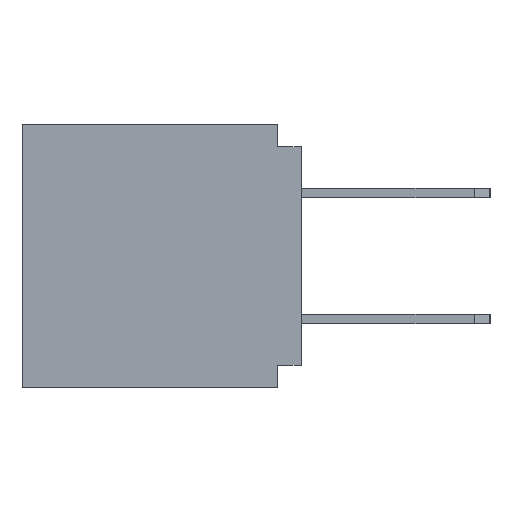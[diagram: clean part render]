
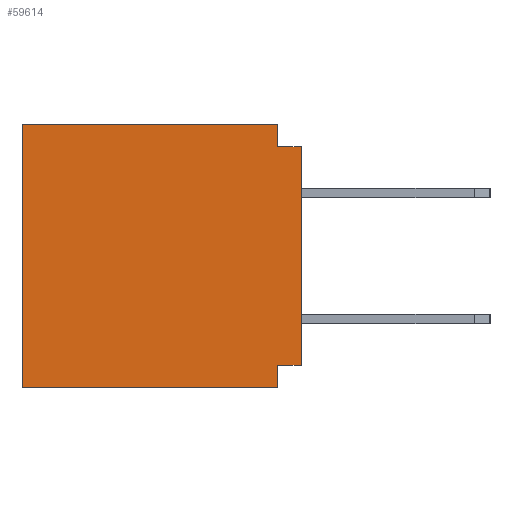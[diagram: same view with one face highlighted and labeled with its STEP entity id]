
A CAD part, left-side view. The second image highlights one B-rep face of the part: STEP entity #59614.
In plain terms, the highlighted planar face has unit normal (-1, 0, 0).
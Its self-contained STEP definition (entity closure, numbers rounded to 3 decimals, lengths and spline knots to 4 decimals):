
#9=DIRECTION('',(0.,-1.,0.));
#10=VECTOR('',#9,4.06);
#11=CARTESIAN_POINT('',(-20.095,2.22,-2.095));
#12=LINE('',#11,#10);
#1913=DIRECTION('',(0.,0.,1.));
#1914=VECTOR('',#1913,3.48);
#1915=CARTESIAN_POINT('',(-20.095,-2.22,-1.74));
#1916=LINE('',#1915,#1914);
#17337=DIRECTION('',(0.,-1.,0.));
#17338=VECTOR('',#17337,4.06);
#17339=CARTESIAN_POINT('',(-20.095,2.22,2.095));
#17340=LINE('',#17339,#17338);
#17349=DIRECTION('',(0.,1.,0.));
#17350=VECTOR('',#17349,0.38);
#17351=CARTESIAN_POINT('',(-20.095,-2.22,1.74));
#17352=LINE('',#17351,#17350);
#17353=DIRECTION('',(0.,1.,0.));
#17354=VECTOR('',#17353,0.38);
#17355=CARTESIAN_POINT('',(-20.095,-2.22,-1.74));
#17356=LINE('',#17355,#17354);
#17357=DIRECTION('',(0.,0.,1.));
#17358=VECTOR('',#17357,0.355);
#17359=CARTESIAN_POINT('',(-20.095,-1.84,-2.095));
#17360=LINE('',#17359,#17358);
#17361=DIRECTION('',(0.,0.,1.));
#17362=VECTOR('',#17361,4.19);
#17363=CARTESIAN_POINT('',(-20.095,2.22,-2.095));
#17364=LINE('',#17363,#17362);
#17365=DIRECTION('',(0.,0.,-1.));
#17366=VECTOR('',#17365,0.355);
#17367=CARTESIAN_POINT('',(-20.095,-1.84,2.095));
#17368=LINE('',#17367,#17366);
#26038=CARTESIAN_POINT('',(-20.095,2.22,-2.095));
#26040=VERTEX_POINT('',#26038);
#26042=CARTESIAN_POINT('',(-20.095,2.22,2.095));
#26044=VERTEX_POINT('',#26042);
#26141=CARTESIAN_POINT('',(-20.095,-2.22,1.74));
#26142=CARTESIAN_POINT('',(-20.095,-1.84,1.74));
#26143=VERTEX_POINT('',#26141);
#26144=VERTEX_POINT('',#26142);
#26145=CARTESIAN_POINT('',(-20.095,-1.84,2.095));
#26146=VERTEX_POINT('',#26145);
#26147=CARTESIAN_POINT('',(-20.095,-1.84,-2.095));
#26148=CARTESIAN_POINT('',(-20.095,-1.84,-1.74));
#26149=VERTEX_POINT('',#26147);
#26150=VERTEX_POINT('',#26148);
#26151=CARTESIAN_POINT('',(-20.095,-2.22,-1.74));
#26152=VERTEX_POINT('',#26151);
#59599=CARTESIAN_POINT('',(-20.095,2.22,-2.095));
#59600=DIRECTION('',(-1.,0.,0.));
#59601=DIRECTION('',(0.,-1.,0.));
#59602=AXIS2_PLACEMENT_3D('',#59599,#59600,#59601);
#59603=PLANE('',#59602);
#59604=ORIENTED_EDGE('',*,*,#35573,.F.);
#59605=ORIENTED_EDGE('',*,*,#36073,.F.);
#59606=ORIENTED_EDGE('',*,*,#36562,.T.);
#59607=ORIENTED_EDGE('',*,*,#34341,.F.);
#59608=ORIENTED_EDGE('',*,*,#34300,.F.);
#59609=ORIENTED_EDGE('',*,*,#36640,.T.);
#59610=ORIENTED_EDGE('',*,*,#59592,.T.);
#59611=ORIENTED_EDGE('',*,*,#34318,.T.);
#59612=EDGE_LOOP('',(#59604,#59605,#59606,#59607,#59608,#59609,#59610,#59611));
#59613=FACE_OUTER_BOUND('',#59612,.F.);
#59614=ADVANCED_FACE('',(#59613),#59603,.T.);
#34300=EDGE_CURVE('',#26040,#26149,#12,.T.);
#34318=EDGE_CURVE('',#26146,#26144,#17368,.T.);
#34341=EDGE_CURVE('',#26149,#26150,#17360,.T.);
#35573=EDGE_CURVE('',#26143,#26144,#17352,.T.);
#36073=EDGE_CURVE('',#26152,#26143,#1916,.T.);
#36562=EDGE_CURVE('',#26152,#26150,#17356,.T.);
#36640=EDGE_CURVE('',#26040,#26044,#17364,.T.);
#59592=EDGE_CURVE('',#26044,#26146,#17340,.T.);
